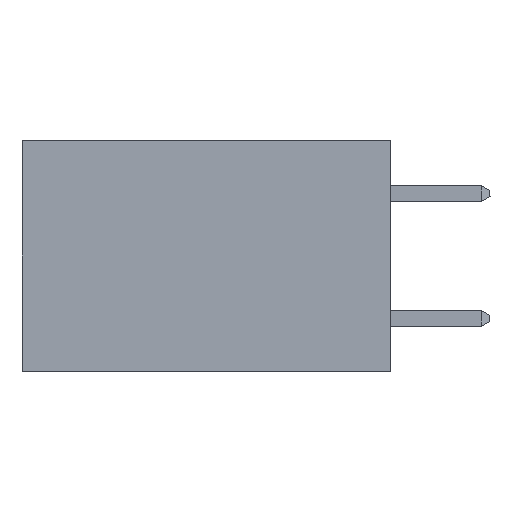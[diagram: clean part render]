
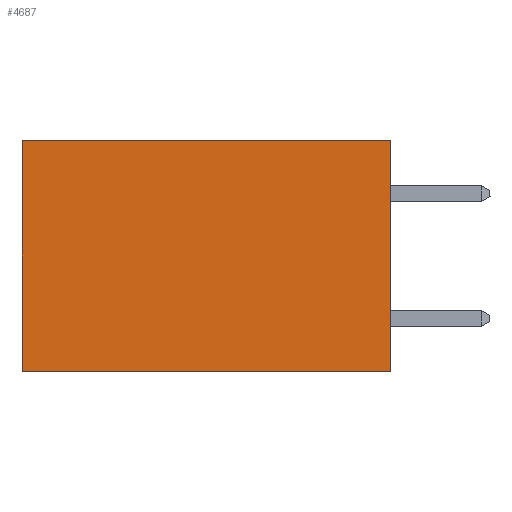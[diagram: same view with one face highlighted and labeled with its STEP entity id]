
A CAD part, left-side view. The second image highlights one B-rep face of the part: STEP entity #4687.
In plain terms, the highlighted planar face has unit normal (-1, 0, 0).
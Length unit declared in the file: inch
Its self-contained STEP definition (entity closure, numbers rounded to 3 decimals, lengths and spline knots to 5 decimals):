
#84 = VECTOR ( 'NONE', #298, 39.37008 ) ;
#298 = DIRECTION ( 'NONE',  ( 0., 0., -1. ) ) ;
#332 = EDGE_CURVE ( 'NONE', #1918, #13740, #7225, .T. ) ;
#739 = CARTESIAN_POINT ( 'NONE',  ( 0.277, 0., 0. ) ) ;
#822 = DIRECTION ( 'NONE',  ( 0., 0., -1. ) ) ;
#898 = VECTOR ( 'NONE', #5044, 39.37008 ) ;
#1386 = EDGE_CURVE ( 'NONE', #13740, #7885, #11245, .T. ) ;
#1576 = DIRECTION ( 'NONE',  ( 0., 0., -1. ) ) ;
#1775 = VECTOR ( 'NONE', #9062, 39.37008 ) ;
#1918 = VERTEX_POINT ( 'NONE', #739 ) ;
#2809 = ORIENTED_EDGE ( 'NONE', *, *, #1386, .T. ) ;
#3873 = FACE_OUTER_BOUND ( 'NONE', #14380, .T. ) ;
#4315 = CARTESIAN_POINT ( 'NONE',  ( 0.277, 0.59, 0. ) ) ;
#4675 = AXIS2_PLACEMENT_3D ( 'NONE', #6575, #12391, #822 ) ;
#4687 = ADVANCED_FACE ( 'NONE', ( #3873 ), #8199, .F. ) ;
#4809 = CARTESIAN_POINT ( 'NONE',  ( 0.277, 0., 0. ) ) ;
#4948 = VECTOR ( 'NONE', #1576, 39.37008 ) ;
#5044 = DIRECTION ( 'NONE',  ( 0., 1., 0. ) ) ;
#6575 = CARTESIAN_POINT ( 'NONE',  ( 0.277, 0., -0.37 ) ) ;
#7225 = LINE ( 'NONE', #4809, #898 ) ;
#7295 = CARTESIAN_POINT ( 'NONE',  ( 0.277, 0., -0.37 ) ) ;
#7431 = VERTEX_POINT ( 'NONE', #7295 ) ;
#7870 = CARTESIAN_POINT ( 'NONE',  ( 0.277, 0., -0.37 ) ) ;
#7885 = VERTEX_POINT ( 'NONE', #13926 ) ;
#8199 = PLANE ( 'NONE',  #4675 ) ;
#8561 = CARTESIAN_POINT ( 'NONE',  ( 0.277, 0., -0.37 ) ) ;
#9062 = DIRECTION ( 'NONE',  ( 0., 1., 0. ) ) ;
#11245 = LINE ( 'NONE', #12134, #4948 ) ;
#11744 = ORIENTED_EDGE ( 'NONE', *, *, #12164, .F. ) ;
#12022 = ORIENTED_EDGE ( 'NONE', *, *, #15127, .F. ) ;
#12134 = CARTESIAN_POINT ( 'NONE',  ( 0.277, 0.59, -0.37 ) ) ;
#12164 = EDGE_CURVE ( 'NONE', #1918, #7431, #13464, .T. ) ;
#12354 = LINE ( 'NONE', #7870, #1775 ) ;
#12391 = DIRECTION ( 'NONE',  ( 1., 0., 0. ) ) ;
#13461 = ORIENTED_EDGE ( 'NONE', *, *, #332, .T. ) ;
#13464 = LINE ( 'NONE', #8561, #84 ) ;
#13740 = VERTEX_POINT ( 'NONE', #4315 ) ;
#13926 = CARTESIAN_POINT ( 'NONE',  ( 0.277, 0.59, -0.37 ) ) ;
#14380 = EDGE_LOOP ( 'NONE', ( #2809, #12022, #11744, #13461 ) ) ;
#15127 = EDGE_CURVE ( 'NONE', #7431, #7885, #12354, .T. ) ;
